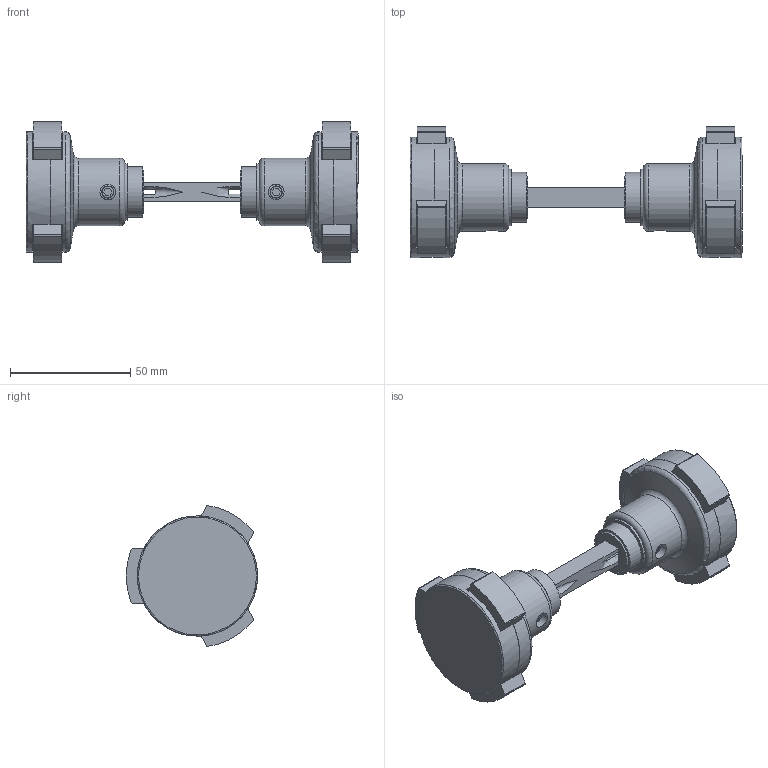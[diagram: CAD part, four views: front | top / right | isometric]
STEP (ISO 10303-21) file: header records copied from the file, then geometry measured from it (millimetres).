
FILE_DESCRIPTION (( 'STEP AP203' ), '1' );
FILE_NAME ('15900.STEP', '2022-05-20T11:13:25', ( '' ), ( '' ), 'SwSTEP 2.0', 'SolidWorks 2018', '' );
FILE_SCHEMA (( 'CONFIG_CONTROL_DESIGN' ));
Length unit declared in the file: millimetre
Products named in the file (5): 15900 Teil2_15900 Teil2; 15900 Teil3_15900 Teil3; 15900; DIN914_DIN 914 M6x8; 15900 Teil1_15900 Teil1
Assembly tree (7 placements, depth 2):
  15900
    15900 Teil2_15900 Teil2
    15900 Teil1_15900 Teil1  x2
    15900 Teil3_15900 Teil3  x2
    DIN914_DIN 914 M6x8  x2
Bounding box: 138 x 54.51 x 58.59 mm (x, y, z)
Volume: 111669.3 mm3; surface area: 49393.3 mm2
Topology: 15 solids, 15 shells, 640 faces, 1674 edges, 1112 vertices
Faces by surface type: plane 360, bspline 206, cylinder 50, cone 14, torus 10
Full cylindrical faces by diameter (mm): 5 x2, 6 x2, 6.5 x2, 17.7 x2, 18.8 x2, 20.8 x2, 21.4 x2, 21.6 x2, 23.5 x2, 28.2 x2, 50 x4
Entity records: 15993 total; most frequent: CARTESIAN_POINT 8012, ORIENTED_EDGE 1684, DIRECTION 1160, EDGE_CURVE 842, VERTEX_POINT 570, VECTOR 528, LINE 528, EDGE_LOOP 384
